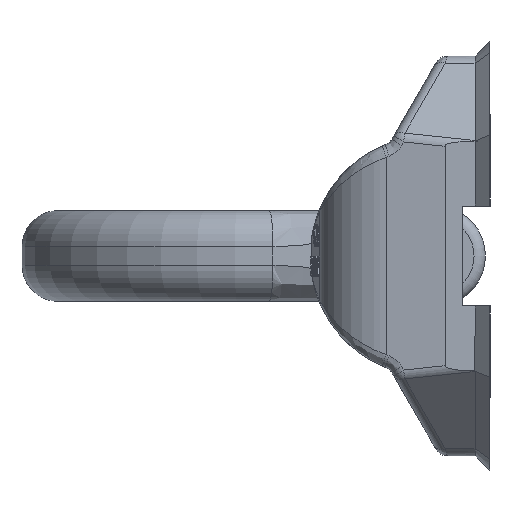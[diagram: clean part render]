
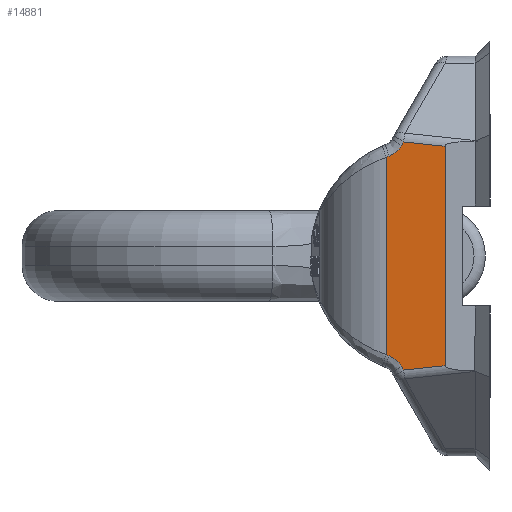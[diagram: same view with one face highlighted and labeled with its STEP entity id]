
A CAD part, left-side view. The second image highlights one B-rep face of the part: STEP entity #14881.
In plain terms, the highlighted planar face has unit normal (-0.995, 0.104, 0).
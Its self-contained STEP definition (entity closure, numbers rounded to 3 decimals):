
#8929=DIRECTION('',(0.,0.,1.));
#8930=VECTOR('',#8929,48.292);
#8931=CARTESIAN_POINT('',(-36.3,9.9,-24.146));
#8932=LINE('',#8931,#8930);
#9021=DIRECTION('',(-0.104,-0.989,0.104));
#9022=VECTOR('',#9021,9.222);
#9023=CARTESIAN_POINT('',(-35.341,19.021,
-25.105));
#9024=LINE('',#9023,#9022);
#10127=DIRECTION('',(0.,0.,-1.));
#10128=VECTOR('',#10127,43.491);
#10129=CARTESIAN_POINT('',(-34.946,22.786,
21.745));
#10130=LINE('',#10129,#10128);
#10155=CARTESIAN_POINT('',(-34.946,22.786,
21.745));
#10162=CARTESIAN_POINT('',(-34.946,22.786,
-21.745));
#10163=CARTESIAN_POINT('',(-34.956,22.687,
-21.787));
#10164=CARTESIAN_POINT('',(-34.977,22.491,
-21.87));
#10165=CARTESIAN_POINT('',(-34.997,22.293,
-21.95));
#10166=CARTESIAN_POINT('',(-35.008,22.194,
-21.989));
#10185=CARTESIAN_POINT('',(-34.946,22.786,
21.745));
#10186=CARTESIAN_POINT('',(-34.956,22.687,
21.787));
#10187=CARTESIAN_POINT('',(-34.977,22.491,
21.87));
#10188=CARTESIAN_POINT('',(-34.997,22.293,
21.95));
#10189=CARTESIAN_POINT('',(-35.008,22.194,
21.989));
#10204=CARTESIAN_POINT('',(-35.008,22.194,
21.989));
#10205=CARTESIAN_POINT('',(-35.038,21.906,
22.103));
#10206=CARTESIAN_POINT('',(-35.096,21.359,
22.375));
#10207=CARTESIAN_POINT('',(-35.175,20.606,
22.921));
#10208=CARTESIAN_POINT('',(-35.243,19.957,
23.586));
#10209=CARTESIAN_POINT('',(-35.28,19.609,
24.087));
#10210=CARTESIAN_POINT('',(-35.296,19.455,
24.353));
#10434=DIRECTION('',(-0.104,-0.989,-0.104));
#10435=VECTOR('',#10434,9.222);
#10436=CARTESIAN_POINT('',(-35.341,19.021,
25.105));
#10437=LINE('',#10436,#10435);
#10474=DIRECTION('',(-0.052,-0.499,0.865));
#10475=VECTOR('',#10474,0.869);
#10476=CARTESIAN_POINT('',(-35.296,19.455,
24.353));
#10477=LINE('',#10476,#10475);
#10565=DIRECTION('',(-0.052,-0.499,-0.865));
#10566=VECTOR('',#10565,0.869);
#10567=CARTESIAN_POINT('',(-35.296,19.455,
-24.353));
#10568=LINE('',#10567,#10566);
#10682=CARTESIAN_POINT('',(-35.008,22.194,
-21.989));
#10683=CARTESIAN_POINT('',(-35.038,21.907,
-22.103));
#10684=CARTESIAN_POINT('',(-35.096,21.359,
-22.375));
#10685=CARTESIAN_POINT('',(-35.175,20.605,
-22.921));
#10686=CARTESIAN_POINT('',(-35.243,19.956,
-23.586));
#10687=CARTESIAN_POINT('',(-35.28,19.609,
-24.087));
#10688=CARTESIAN_POINT('',(-35.296,19.455,
-24.353));
#12561=VERTEX_POINT('',#10162);
#12562=VERTEX_POINT('',#10166);
#12575=CARTESIAN_POINT('',(-35.296,19.455,
-24.353));
#12576=CARTESIAN_POINT('',(-35.341,19.021,
-25.105));
#12577=VERTEX_POINT('',#12575);
#12578=VERTEX_POINT('',#12576);
#12585=CARTESIAN_POINT('',(-36.3,9.9,-24.146));
#12586=VERTEX_POINT('',#12585);
#12589=CARTESIAN_POINT('',(-36.3,9.9,24.146));
#12590=VERTEX_POINT('',#12589);
#12879=VERTEX_POINT('',#10155);
#12881=VERTEX_POINT('',#10189);
#12883=VERTEX_POINT('',#10210);
#12886=CARTESIAN_POINT('',(-35.341,19.021,
25.105));
#12887=VERTEX_POINT('',#12886);
#14858=CARTESIAN_POINT('',(-36.3,9.9,52.8));
#14859=DIRECTION('',(0.995,-0.105,0.));
#14860=DIRECTION('',(0.105,0.995,0.));
#14861=AXIS2_PLACEMENT_3D('',#14858,#14859,#14860);
#14862=PLANE('',#14861);
#14863=ORIENTED_EDGE('',*,*,#14849,.F.);
#14864=ORIENTED_EDGE('',*,*,#14728,.F.);
#14866=ORIENTED_EDGE('',*,*,#14865,.T.);
#14868=ORIENTED_EDGE('',*,*,#14867,.T.);
#14870=ORIENTED_EDGE('',*,*,#14869,.T.);
#14872=ORIENTED_EDGE('',*,*,#14871,.T.);
#14873=ORIENTED_EDGE('',*,*,#13751,.F.);
#14874=ORIENTED_EDGE('',*,*,#13832,.F.);
#14876=ORIENTED_EDGE('',*,*,#14875,.F.);
#14878=ORIENTED_EDGE('',*,*,#14877,.F.);
#14879=EDGE_LOOP('',(#14863,#14864,#14866,#14868,#14870,#14872,#14873,#14874,
#14876,#14878));
#14880=FACE_OUTER_BOUND('',#14879,.F.);
#14881=ADVANCED_FACE('',(#14880),#14862,.F.);
#10167=B_SPLINE_CURVE_WITH_KNOTS('',3,(#10162,#10163,#10164,#10165,#10166),
.UNSPECIFIED.,.F.,.F.,(4,1,4),(0.,0.5,1.),.UNSPECIFIED.);
#10190=B_SPLINE_CURVE_WITH_KNOTS('',3,(#10185,#10186,#10187,#10188,#10189),
.UNSPECIFIED.,.F.,.F.,(4,1,4),(0.,0.5,1.),.UNSPECIFIED.);
#10211=B_SPLINE_CURVE_WITH_KNOTS('',3,(#10204,#10205,#10206,#10207,#10208,
#10209,#10210),.UNSPECIFIED.,.F.,.F.,(4,1,1,1,4),(0.,0.25,0.5,0.75,
1.),.UNSPECIFIED.);
#10689=B_SPLINE_CURVE_WITH_KNOTS('',3,(#10682,#10683,#10684,#10685,#10686,
#10687,#10688),.UNSPECIFIED.,.F.,.F.,(4,1,1,1,4),(0.,0.25,0.5,0.75,
1.),.UNSPECIFIED.);
#13751=EDGE_CURVE('',#12586,#12590,#8932,.T.);
#13832=EDGE_CURVE('',#12578,#12586,#9024,.T.);
#14728=EDGE_CURVE('',#12879,#12561,#10130,.T.);
#14849=EDGE_CURVE('',#12561,#12562,#10167,.T.);
#14865=EDGE_CURVE('',#12879,#12881,#10190,.T.);
#14867=EDGE_CURVE('',#12881,#12883,#10211,.T.);
#14869=EDGE_CURVE('',#12883,#12887,#10477,.T.);
#14871=EDGE_CURVE('',#12887,#12590,#10437,.T.);
#14875=EDGE_CURVE('',#12577,#12578,#10568,.T.);
#14877=EDGE_CURVE('',#12562,#12577,#10689,.T.);
